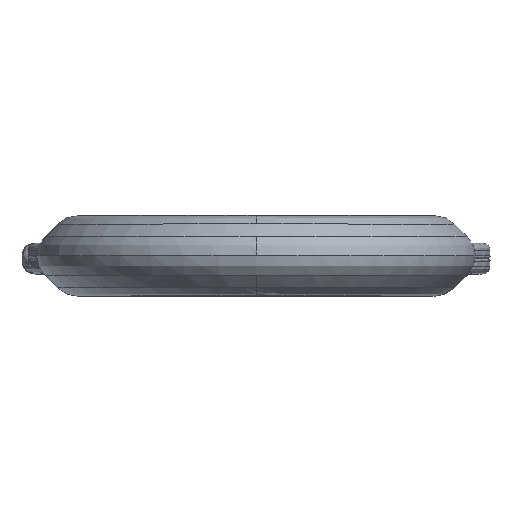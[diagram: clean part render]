
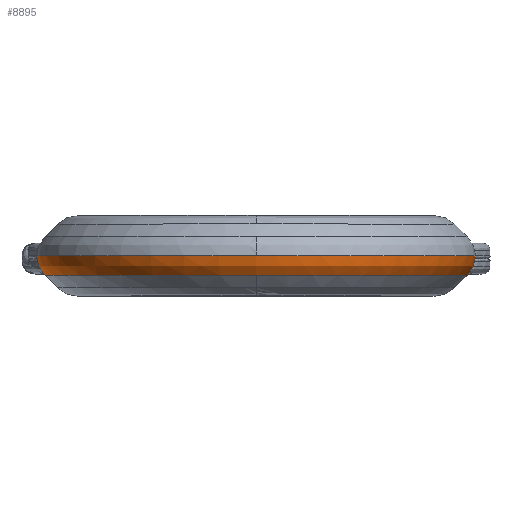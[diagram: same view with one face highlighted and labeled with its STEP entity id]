
A CAD part, top view. The second image highlights one B-rep face of the part: STEP entity #8895.
In plain terms, the highlighted free-form (B-spline) face has degree [2, 2] with [5, 3] control points.
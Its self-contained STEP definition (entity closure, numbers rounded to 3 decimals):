
#6070 = EDGE_CURVE('',#6071,#6073,#6075,.T.);
#6071 = VERTEX_POINT('',#6072);
#6072 = CARTESIAN_POINT('',(-64.129,23.86,
    118.963));
#6073 = VERTEX_POINT('',#6074);
#6074 = CARTESIAN_POINT('',(-77.712,23.86,
    89.938));
#6075 = ( BOUNDED_CURVE() B_SPLINE_CURVE(2,(#6076,#6077,#6078),
.UNSPECIFIED.,.F.,.F.) B_SPLINE_CURVE_WITH_KNOTS((3,3),(3.142,
5.408),.PIECEWISE_BEZIER_KNOTS.) CURVE() 
GEOMETRIC_REPRESENTATION_ITEM() RATIONAL_B_SPLINE_CURVE((1.,
0.424,1.)) REPRESENTATION_ITEM('') );
#6076 = CARTESIAN_POINT('',(-64.129,23.86,
    118.963));
#6077 = CARTESIAN_POINT('',(-101.932,23.86,
    118.963));
#6078 = CARTESIAN_POINT('',(-77.712,23.86,
    89.938));
#6162 = VERTEX_POINT('',#6163);
#6163 = CARTESIAN_POINT('',(-64.129,22.284,
    118.274));
#6168 = EDGE_CURVE('',#6162,#6169,#6171,.T.);
#6169 = VERTEX_POINT('',#6170);
#6170 = CARTESIAN_POINT('',(-77.183,22.284,
    90.379));
#6171 = ( BOUNDED_CURVE() B_SPLINE_CURVE(2,(#6172,#6173,#6174),
.UNSPECIFIED.,.F.,.F.) B_SPLINE_CURVE_WITH_KNOTS((3,3),(0.,
2.266),.PIECEWISE_BEZIER_KNOTS.) CURVE() 
GEOMETRIC_REPRESENTATION_ITEM() RATIONAL_B_SPLINE_CURVE((1.,
0.424,1.)) REPRESENTATION_ITEM('') );
#6172 = CARTESIAN_POINT('',(-64.129,22.284,
    118.274));
#6173 = CARTESIAN_POINT('',(-100.459,22.284,
    118.274));
#6174 = CARTESIAN_POINT('',(-77.183,22.284,
    90.379));
#8423 = VERTEX_POINT('',#8424);
#8424 = CARTESIAN_POINT('',(-51.075,22.284,
    90.379));
#8431 = EDGE_CURVE('',#8423,#6162,#8432,.T.);
#8432 = ( BOUNDED_CURVE() B_SPLINE_CURVE(2,(#8433,#8434,#8435),
.UNSPECIFIED.,.F.,.F.) B_SPLINE_CURVE_WITH_KNOTS((3,3),(4.017,
6.283),.PIECEWISE_BEZIER_KNOTS.) CURVE() 
GEOMETRIC_REPRESENTATION_ITEM() RATIONAL_B_SPLINE_CURVE((1.,
0.424,1.)) REPRESENTATION_ITEM('') );
#8433 = CARTESIAN_POINT('',(-51.075,22.284,
    90.379));
#8434 = CARTESIAN_POINT('',(-27.798,22.284,
    118.274));
#8435 = CARTESIAN_POINT('',(-64.129,22.284,
    118.274));
#8768 = EDGE_CURVE('',#8769,#6071,#8771,.T.);
#8769 = VERTEX_POINT('',#8770);
#8770 = CARTESIAN_POINT('',(-50.546,23.86,
    89.938));
#8771 = ( BOUNDED_CURVE() B_SPLINE_CURVE(2,(#8772,#8773,#8774),
.UNSPECIFIED.,.F.,.F.) B_SPLINE_CURVE_WITH_KNOTS((3,3),(0.875,
3.142),.PIECEWISE_BEZIER_KNOTS.) CURVE() 
GEOMETRIC_REPRESENTATION_ITEM() RATIONAL_B_SPLINE_CURVE((1.,
0.424,1.)) REPRESENTATION_ITEM('') );
#8772 = CARTESIAN_POINT('',(-50.546,23.86,
    89.938));
#8773 = CARTESIAN_POINT('',(-26.326,23.86,
    118.963));
#8774 = CARTESIAN_POINT('',(-64.129,23.86,
    118.963));
#8858 = EDGE_CURVE('',#6073,#6169,#8859,.T.);
#8859 = ( BOUNDED_CURVE() B_SPLINE_CURVE(2,(#8860,#8861,#8862),
.UNSPECIFIED.,.F.,.F.) B_SPLINE_CURVE_WITH_KNOTS((3,3),(3.181,
3.927),.PIECEWISE_BEZIER_KNOTS.) CURVE() 
GEOMETRIC_REPRESENTATION_ITEM() RATIONAL_B_SPLINE_CURVE((1.,
0.931,1.)) REPRESENTATION_ITEM('') );
#8860 = CARTESIAN_POINT('',(-77.712,23.86,
    89.938));
#8861 = CARTESIAN_POINT('',(-77.684,22.937,
    89.961));
#8862 = CARTESIAN_POINT('',(-77.183,22.284,
    90.379));
#8895 = ADVANCED_FACE('',(#8896),#8909,.T.);
#8896 = FACE_BOUND('',#8897,.T.);
#8897 = EDGE_LOOP('',(#8898,#8899,#8900,#8901,#8907,#8908));
#8898 = ORIENTED_EDGE('',*,*,#8858,.T.);
#8899 = ORIENTED_EDGE('',*,*,#6168,.F.);
#8900 = ORIENTED_EDGE('',*,*,#8431,.F.);
#8901 = ORIENTED_EDGE('',*,*,#8902,.F.);
#8902 = EDGE_CURVE('',#8769,#8423,#8903,.T.);
#8903 = ( BOUNDED_CURVE() B_SPLINE_CURVE(2,(#8904,#8905,#8906),
.UNSPECIFIED.,.F.,.F.) B_SPLINE_CURVE_WITH_KNOTS((3,3),(3.181,
3.927),.PIECEWISE_BEZIER_KNOTS.) CURVE() 
GEOMETRIC_REPRESENTATION_ITEM() RATIONAL_B_SPLINE_CURVE((1.,
0.931,1.)) REPRESENTATION_ITEM('') );
#8904 = CARTESIAN_POINT('',(-50.546,23.86,
    89.938));
#8905 = CARTESIAN_POINT('',(-50.574,22.937,
    89.961));
#8906 = CARTESIAN_POINT('',(-51.075,22.284,
    90.379));
#8907 = ORIENTED_EDGE('',*,*,#8768,.T.);
#8908 = ORIENTED_EDGE('',*,*,#6070,.T.);
#8909 = ( BOUNDED_SURFACE() B_SPLINE_SURFACE(2,2,(
    (#8910,#8911,#8912)
    ,(#8913,#8914,#8915)
    ,(#8916,#8917,#8918)
    ,(#8919,#8920,#8921)
    ,(#8922,#8923,#8924
)),.UNSPECIFIED.,.F.,.F.,.F.) B_SPLINE_SURFACE_WITH_KNOTS((3,2,3),(3,3),
  (0.875,3.142,5.408),(0.039,
    0.785),.PIECEWISE_BEZIER_KNOTS.) 
GEOMETRIC_REPRESENTATION_ITEM() RATIONAL_B_SPLINE_SURFACE((
    (1.,0.931,1.)
    ,(0.424,0.395,0.424)
    ,(1.,0.931,1.)
    ,(0.424,0.395,0.424)
,(1.,0.931,1.))) REPRESENTATION_ITEM('') SURFACE() );
#8910 = CARTESIAN_POINT('',(-50.546,23.86,
    89.938));
#8911 = CARTESIAN_POINT('',(-50.574,22.937,
    89.961));
#8912 = CARTESIAN_POINT('',(-51.075,22.284,
    90.379));
#8913 = CARTESIAN_POINT('',(-26.326,23.86,
    118.963));
#8914 = CARTESIAN_POINT('',(-26.403,22.937,
    118.927));
#8915 = CARTESIAN_POINT('',(-27.798,22.284,
    118.274));
#8916 = CARTESIAN_POINT('',(-64.129,23.86,
    118.963));
#8917 = CARTESIAN_POINT('',(-64.129,22.937,
    118.927));
#8918 = CARTESIAN_POINT('',(-64.129,22.284,
    118.274));
#8919 = CARTESIAN_POINT('',(-101.932,23.86,
    118.963));
#8920 = CARTESIAN_POINT('',(-101.855,22.937,
    118.927));
#8921 = CARTESIAN_POINT('',(-100.459,22.284,
    118.274));
#8922 = CARTESIAN_POINT('',(-77.712,23.86,
    89.938));
#8923 = CARTESIAN_POINT('',(-77.684,22.937,
    89.961));
#8924 = CARTESIAN_POINT('',(-77.183,22.284,
    90.379));
